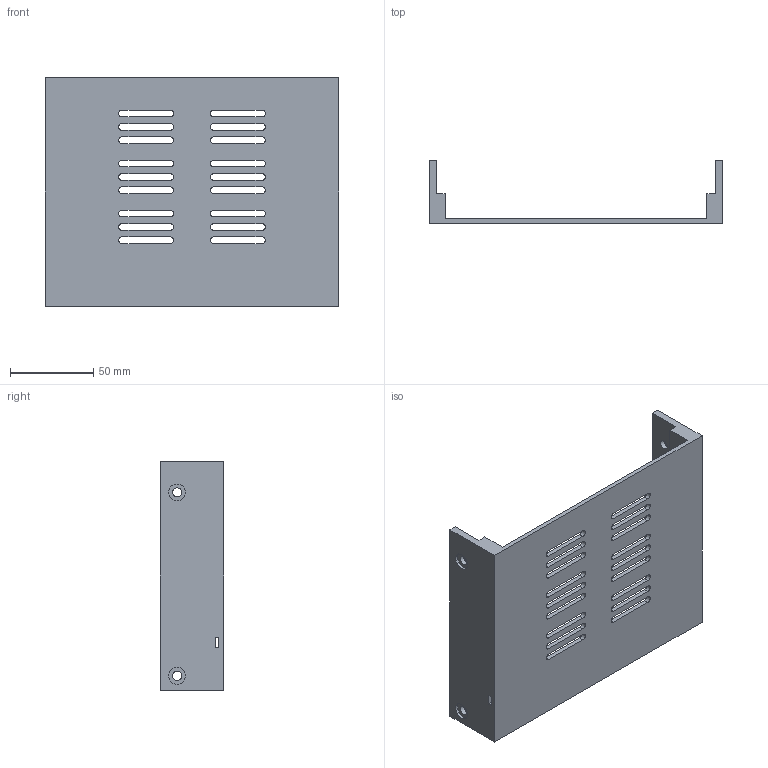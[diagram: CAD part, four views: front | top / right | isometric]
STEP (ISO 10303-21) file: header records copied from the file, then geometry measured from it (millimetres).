
FILE_DESCRIPTION(/* description */ (''),/* implementation_level */ '2;1');
FILE_NAME(/* name */ 'Printer STL''s/1-CBA_top_Cover_V5_part_3of3.step',/* time_stamp */ '2019-04-09T16:28:33+02:00',/* author */ ('edidos'),/* organization */ (''),/* preprocessor_version */ 'ST-DEVELOPER v18',/* originating_system */ 'Autodesk Translation Framework v8.2.0.1029',/* authorisation */ '');
FILE_SCHEMA (('AUTOMOTIVE_DESIGN { 1 0 10303 214 3 1 1 }'));
Length unit declared in the file: millimetre
Products named in the file (1): 1-CBA top Cover V5.stl
Bounding box: 176 x 37.8 x 136.9 mm (x, y, z)
Volume: 122992 mm3; surface area: 69437.8 mm2
Topology: 1 solids, 1 shells, 110 faces, 318 edges, 212 vertices
Faces by surface type: plane 65, cylinder 45
Full cylindrical faces by diameter (mm): 5.5 x4, 10 x4
Entity records: 3761 total; most frequent: CARTESIAN_POINT 641, ORIENTED_EDGE 636, DIRECTION 630, EDGE_CURVE 318, LINE 228, VECTOR 228, VERTEX_POINT 212, AXIS2_PLACEMENT_3D 201
